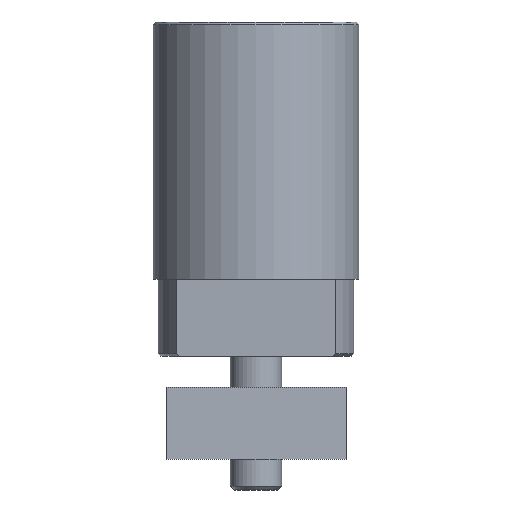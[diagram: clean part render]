
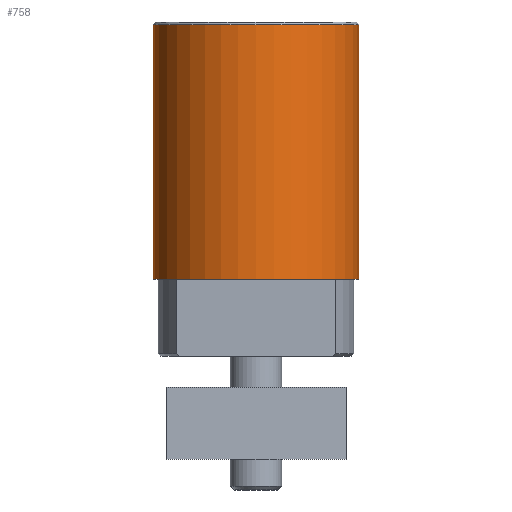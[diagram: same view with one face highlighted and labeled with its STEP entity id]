
A CAD part, front view. The second image highlights one B-rep face of the part: STEP entity #758.
In plain terms, the highlighted cylindrical face has radius 20 mm (diameter 40 mm), a partial arc.
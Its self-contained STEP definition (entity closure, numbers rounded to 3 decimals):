
#340=EDGE_CURVE('',#660,#364,#847,.T.);
#364=VERTEX_POINT('',#872);
#382=VERTEX_POINT('',#891);
#422=EDGE_CURVE('',#382,#634,#934,.T.);
#622=EDGE_CURVE('',#364,#634,#1159,.T.);
#634=VERTEX_POINT('',#1173);
#660=VERTEX_POINT('',#1203);
#758=ADVANCED_FACE('',(#1319),#1320,.T.);
#760=EDGE_CURVE('',#382,#660,#1322,.T.);
#847=CIRCLE('',#1435,20.0);
#872=CARTESIAN_POINT('',(20.0,0.,0.));
#891=CARTESIAN_POINT('',(-20.0,0.,49.5));
#934=CIRCLE('',#1591,20.0);
#1159=LINE('',#1917,#1918);
#1173=CARTESIAN_POINT('',(20.0,0.,49.5));
#1203=CARTESIAN_POINT('',(-20.0,0.,0.));
#1319=FACE_OUTER_BOUND('',#2151,.T.);
#1320=CYLINDRICAL_SURFACE('',#2152,20.0);
#1322=LINE('',#2155,#2156);
#1435=AXIS2_PLACEMENT_3D('',#2211,#2212,#2213);
#1591=AXIS2_PLACEMENT_3D('',#2277,#2278,#2279);
#1917=CARTESIAN_POINT('',(20.0,0.,24.75));
#1918=VECTOR('',#2558,1.0);
#2151=EDGE_LOOP('',(#2780,#2781,#2782,#2783));
#2152=AXIS2_PLACEMENT_3D('',#2784,#2785,#2786);
#2155=CARTESIAN_POINT('',(-20.0,0.,24.75));
#2156=VECTOR('',#2787,1.0);
#2211=CARTESIAN_POINT('',(0.,0.,0.));
#2212=DIRECTION('',(0.0,-0.0,1.0));
#2213=DIRECTION('',(1.0,0.,0.0));
#2277=CARTESIAN_POINT('',(0.,0.,49.5));
#2278=DIRECTION('',(0.0,-0.0,1.0));
#2279=DIRECTION('',(1.0,0.,0.0));
#2558=DIRECTION('',(0.0,0.0,1.0));
#2780=ORIENTED_EDGE('',*,*,#622,.T.);
#2781=ORIENTED_EDGE('',*,*,#422,.F.);
#2782=ORIENTED_EDGE('',*,*,#760,.T.);
#2783=ORIENTED_EDGE('',*,*,#340,.T.);
#2784=CARTESIAN_POINT('',(0.,0.,24.75));
#2785=DIRECTION('',(-0.0,0.0,-1.0));
#2786=DIRECTION('',(1.0,0.,0.0));
#2787=DIRECTION('',(-0.0,-0.0,-1.0));
